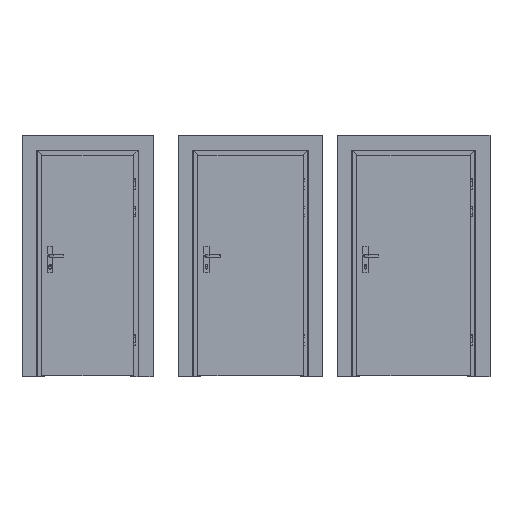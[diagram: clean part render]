
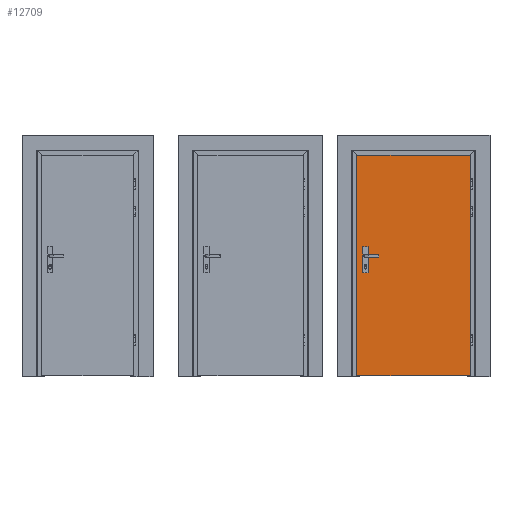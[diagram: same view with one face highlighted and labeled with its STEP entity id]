
A CAD part, front view. The second image highlights one B-rep face of the part: STEP entity #12709.
In plain terms, the highlighted planar face has unit normal (0, -1, 0).
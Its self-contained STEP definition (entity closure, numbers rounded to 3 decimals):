
#4976=FACE_BOUND('',#25259,.T.);
#4977=FACE_BOUND('',#25260,.T.);
#6869=CIRCLE('',#89106,98.321);
#6870=CIRCLE('',#89107,98.321);
#12709=ADVANCED_FACE('',(#4976,#4977),#16151,.T.);
#16151=PLANE('',#89108);
#25259=EDGE_LOOP('',(#42807,#42808,#42809,#42810));
#25260=EDGE_LOOP('',(#42811,#42812,#42813,#42814));
#42807=ORIENTED_EDGE('',*,*,#65565,.F.);
#42808=ORIENTED_EDGE('',*,*,#65566,.F.);
#42809=ORIENTED_EDGE('',*,*,#65567,.F.);
#42810=ORIENTED_EDGE('',*,*,#65568,.F.);
#42811=ORIENTED_EDGE('',*,*,#65569,.T.);
#42812=ORIENTED_EDGE('',*,*,#65570,.T.);
#42813=ORIENTED_EDGE('',*,*,#65571,.T.);
#42814=ORIENTED_EDGE('',*,*,#65572,.T.);
#55293=VERTEX_POINT('',#139789);
#55294=VERTEX_POINT('',#139790);
#55295=VERTEX_POINT('',#139792);
#55296=VERTEX_POINT('',#139794);
#55297=VERTEX_POINT('',#139797);
#55298=VERTEX_POINT('',#139798);
#55299=VERTEX_POINT('',#139800);
#55300=VERTEX_POINT('',#139802);
#65565=EDGE_CURVE('',#55293,#55294,#74421,.T.);
#65566=EDGE_CURVE('',#55295,#55293,#74422,.T.);
#65567=EDGE_CURVE('',#55296,#55295,#74423,.T.);
#65568=EDGE_CURVE('',#55294,#55296,#74424,.T.);
#65569=EDGE_CURVE('',#55297,#55298,#6869,.T.);
#65570=EDGE_CURVE('',#55298,#55299,#74425,.T.);
#65571=EDGE_CURVE('',#55299,#55300,#6870,.T.);
#65572=EDGE_CURVE('',#55300,#55297,#74426,.T.);
#74421=LINE('',#139788,#82038);
#74422=LINE('',#139791,#82039);
#74423=LINE('',#139793,#82040);
#74424=LINE('',#139795,#82041);
#74425=LINE('',#139799,#82042);
#74426=LINE('',#139803,#82043);
#82038=VECTOR('',#105935,1.);
#82039=VECTOR('',#105936,1.);
#82040=VECTOR('',#105937,1.);
#82041=VECTOR('',#105938,1.);
#82042=VECTOR('',#105941,1.);
#82043=VECTOR('',#105944,1.);
#89106=AXIS2_PLACEMENT_3D('',#139796,#105939,#105940);
#89107=AXIS2_PLACEMENT_3D('',#139801,#105942,#105943);
#89108=AXIS2_PLACEMENT_3D('',#139804,#105945,#105946);
#105935=DIRECTION('',(0.,0.,1.));
#105936=DIRECTION('',(-1.,0.,0.));
#105937=DIRECTION('',(0.,0.,-1.));
#105938=DIRECTION('',(1.,0.,0.));
#105939=DIRECTION('',(0.,1.,0.));
#105940=DIRECTION('',(0.,0.,-1.));
#105941=DIRECTION('',(0.,0.,-1.));
#105942=DIRECTION('',(0.,1.,0.));
#105943=DIRECTION('',(0.,0.,-1.));
#105944=DIRECTION('',(0.,0.,1.));
#105945=DIRECTION('',(0.,-1.,0.));
#105946=DIRECTION('',(0.,0.,-1.));
#139788=CARTESIAN_POINT('',(2478.,-49.,-15.));
#139789=CARTESIAN_POINT('',(2478.,-49.,2.));
#139790=CARTESIAN_POINT('',(2478.,-49.,2030.));
#139791=CARTESIAN_POINT('',(2553.,-49.,2.));
#139792=CARTESIAN_POINT('',(3522.,-49.,2.));
#139793=CARTESIAN_POINT('',(3522.,-49.,-15.));
#139794=CARTESIAN_POINT('',(3522.,-49.,2030.));
#139795=CARTESIAN_POINT('',(2553.,-49.,2030.));
#139796=CARTESIAN_POINT('',(2556.,-49.,1091.679));
#139797=CARTESIAN_POINT('',(2530.,-49.,1186.5));
#139798=CARTESIAN_POINT('',(2582.,-49.,1186.5));
#139799=CARTESIAN_POINT('',(2582.,-49.,0.));
#139800=CARTESIAN_POINT('',(2582.,-49.,951.5));
#139801=CARTESIAN_POINT('',(2556.,-49.,1046.321));
#139802=CARTESIAN_POINT('',(2530.,-49.,951.5));
#139803=CARTESIAN_POINT('',(2530.,-49.,0.));
#139804=CARTESIAN_POINT('',(3000.,-49.,0.));
